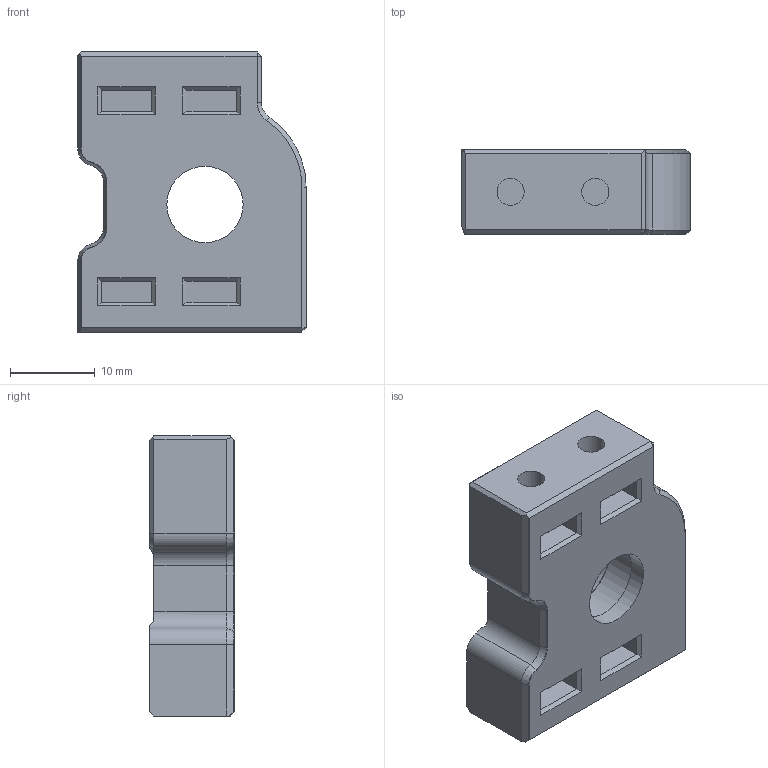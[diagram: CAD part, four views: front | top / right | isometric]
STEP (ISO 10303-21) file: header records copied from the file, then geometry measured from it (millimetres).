
FILE_DESCRIPTION(/* description */ ('STEP AP242','CAx-IF Rec.Pracs.---Representation and Presentation of Product Manufacturing Information (PMI)---4.0---2014-10-13','CAx-IF Rec.Pracs.---3D Tessellated Geometry---0.4---2014-09-14','2;1'),/* implementation_level */ '2;1');
FILE_NAME(/* name */ '68029fc12be28b222bec7d12',/* time_stamp */ '2025-04-18T18:53:54Z',/* author */ (''),/* organization */ (''),/* preprocessor_version */ 'ST-DEVELOPER v20',/* originating_system */ 'ONSHAPE BY PTC INC, 1.196',/* authorisation */ ' ');
FILE_SCHEMA (('AP242_MANAGED_MODEL_BASED_3D_ENGINEERING_MIM_LF { 1 0 10303 442 1 1 4 }'));
Length unit declared in the file: metre
Products named in the file (1): CenterDiffPlate
Bounding box: 26.94 x 10 x 33.05 mm (x, y, z)
Volume: 6127 mm3; surface area: 3625.2 mm2
Topology: 1 solids, 1 shells, 109 faces, 244 edges, 147 vertices
Faces by surface type: plane 76, cylinder 17, cone 16
Full cylindrical faces by diameter (mm): 3.2 x8, 9 x1, 10.1 x1, 15.1 x1
Entity records: 2938 total; most frequent: DIRECTION 502, CARTESIAN_POINT 500, ORIENTED_EDGE 462, EDGE_CURVE 231, LINE 172, VECTOR 172, AXIS2_PLACEMENT_3D 165, VERTEX_POINT 147
